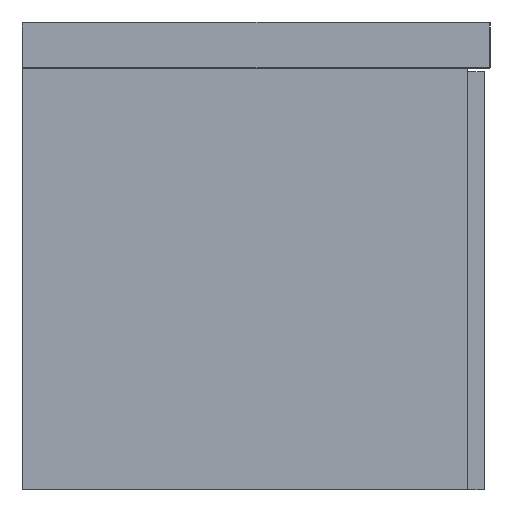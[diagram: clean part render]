
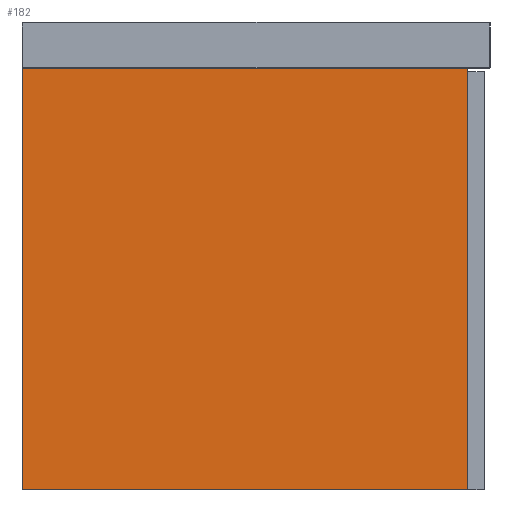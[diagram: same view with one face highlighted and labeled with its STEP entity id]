
A CAD part, left-side view. The second image highlights one B-rep face of the part: STEP entity #182.
In plain terms, the highlighted planar face has unit normal (-1, 0, 0).
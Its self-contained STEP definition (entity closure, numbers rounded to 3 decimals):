
#182=ADVANCED_FACE('',(#251),#1013,.T.);
#251=FACE_OUTER_BOUND('',#321,.T.);
#321=EDGE_LOOP('',(#434,#435,#436,#437));
#434=ORIENTED_EDGE('',*,*,#688,.F.);
#435=ORIENTED_EDGE('',*,*,#689,.F.);
#436=ORIENTED_EDGE('',*,*,#685,.F.);
#437=ORIENTED_EDGE('',*,*,#687,.F.);
#685=EDGE_CURVE('',#934,#935,#824,.T.);
#687=EDGE_CURVE('',#936,#934,#826,.T.);
#688=EDGE_CURVE('',#937,#936,#827,.T.);
#689=EDGE_CURVE('',#935,#937,#828,.T.);
#824=B_SPLINE_CURVE_WITH_KNOTS('',1,(#1530,#1531),.UNSPECIFIED.,.F.,.F.,
(2,2),(0.,476.),.UNSPECIFIED.);
#826=B_SPLINE_CURVE_WITH_KNOTS('',1,(#1534,#1535),.UNSPECIFIED.,.F.,.F.,
(2,2),(-450.,0.),.UNSPECIFIED.);
#827=B_SPLINE_CURVE_WITH_KNOTS('',1,(#1536,#1537),.UNSPECIFIED.,.F.,.F.,
(2,2),(-476.,0.),.UNSPECIFIED.);
#828=B_SPLINE_CURVE_WITH_KNOTS('',1,(#1538,#1539),.UNSPECIFIED.,.F.,.F.,
(2,2),(-450.,0.),.UNSPECIFIED.);
#934=VERTEX_POINT('',#1516);
#935=VERTEX_POINT('',#1517);
#936=VERTEX_POINT('',#1518);
#937=VERTEX_POINT('',#1519);
#1013=PLANE('',#1255);
#1255=AXIS2_PLACEMENT_3D('',#1508,#1349,$);
#1349=DIRECTION('',(-1.,0.,0.));
#1508=CARTESIAN_POINT('',(-742.75,-270.,-47.6));
#1516=CARTESIAN_POINT('',(-742.75,225.,0.));
#1517=CARTESIAN_POINT('',(-742.75,225.,476.));
#1518=CARTESIAN_POINT('',(-742.75,-225.,0.));
#1519=CARTESIAN_POINT('',(-742.75,-225.,476.));
#1530=CARTESIAN_POINT('',(-742.75,225.,0.));
#1531=CARTESIAN_POINT('',(-742.75,225.,476.));
#1534=CARTESIAN_POINT('',(-742.75,-225.,0.));
#1535=CARTESIAN_POINT('',(-742.75,225.,0.));
#1536=CARTESIAN_POINT('',(-742.75,-225.,476.));
#1537=CARTESIAN_POINT('',(-742.75,-225.,0.));
#1538=CARTESIAN_POINT('',(-742.75,225.,476.));
#1539=CARTESIAN_POINT('',(-742.75,-225.,476.));
